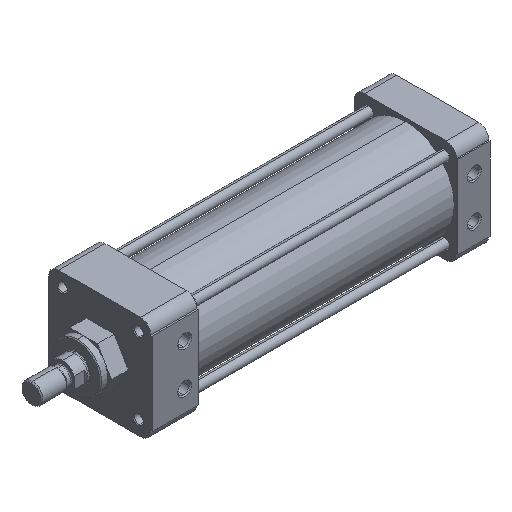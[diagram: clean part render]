
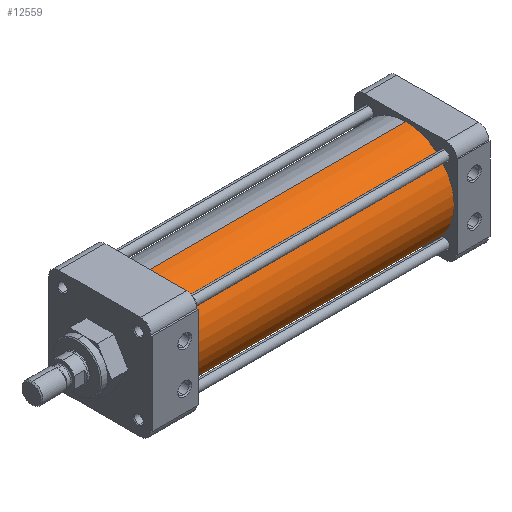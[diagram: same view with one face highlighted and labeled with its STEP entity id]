
A CAD part, isometric view. The second image highlights one B-rep face of the part: STEP entity #12559.
In plain terms, the highlighted cylindrical face has radius 44.45 mm (diameter 88.9 mm), a partial arc.
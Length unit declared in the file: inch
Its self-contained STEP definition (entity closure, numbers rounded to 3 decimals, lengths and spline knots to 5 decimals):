
#356 = ORIENTED_EDGE ( 'NONE', *, *, #11751, .T. ) ;
#529 = DIRECTION ( 'NONE',  ( -1., 0., 0. ) ) ;
#948 = CARTESIAN_POINT ( 'NONE',  ( 11.076, 0., -1.75 ) ) ;
#1310 = LINE ( 'NONE', #4042, #3990 ) ;
#1717 = AXIS2_PLACEMENT_3D ( 'NONE', #6806, #10166, #12467 ) ;
#2125 = VERTEX_POINT ( 'NONE', #10680 ) ;
#2675 = VERTEX_POINT ( 'NONE', #7110 ) ;
#2760 = CARTESIAN_POINT ( 'NONE',  ( 1.67, 0., -1.75 ) ) ;
#2866 = ORIENTED_EDGE ( 'NONE', *, *, #9321, .T. ) ;
#3230 = DIRECTION ( 'NONE',  ( 1., 0., 0. ) ) ;
#3447 = ORIENTED_EDGE ( 'NONE', *, *, #14614, .F. ) ;
#3457 = CARTESIAN_POINT ( 'NONE',  ( 11.076, 0., 1.75 ) ) ;
#3893 = AXIS2_PLACEMENT_3D ( 'NONE', #9991, #3230, #11109 ) ;
#3990 = VECTOR ( 'NONE', #5182, 39.37008 ) ;
#4042 = CARTESIAN_POINT ( 'NONE',  ( 11.076, 0., 1.75 ) ) ;
#4281 = CYLINDRICAL_SURFACE ( 'NONE', #1717, 1.75 ) ;
#4423 = VECTOR ( 'NONE', #7747, 39.37008 ) ;
#4767 = LINE ( 'NONE', #948, #4423 ) ;
#5182 = DIRECTION ( 'NONE',  ( 1., 0., 0. ) ) ;
#5666 = FACE_OUTER_BOUND ( 'NONE', #12556, .T. ) ;
#5677 = AXIS2_PLACEMENT_3D ( 'NONE', #7312, #529, #8444 ) ;
#6042 = VERTEX_POINT ( 'NONE', #2760 ) ;
#6723 = CIRCLE ( 'NONE', #5677, 1.75 ) ;
#6806 = CARTESIAN_POINT ( 'NONE',  ( 11.076, 0., 0. ) ) ;
#7110 = CARTESIAN_POINT ( 'NONE',  ( 11.076, 0., -1.75 ) ) ;
#7312 = CARTESIAN_POINT ( 'NONE',  ( 11.076, 0., 0. ) ) ;
#7747 = DIRECTION ( 'NONE',  ( 1., 0., 0. ) ) ;
#8444 = DIRECTION ( 'NONE',  ( 0., 0., -1. ) ) ;
#8519 = ORIENTED_EDGE ( 'NONE', *, *, #11839, .T. ) ;
#8556 = CIRCLE ( 'NONE', #3893, 1.75 ) ;
#9321 = EDGE_CURVE ( 'NONE', #6042, #2675, #4767, .T. ) ;
#9991 = CARTESIAN_POINT ( 'NONE',  ( 1.67, 0., 0. ) ) ;
#10166 = DIRECTION ( 'NONE',  ( 1., 0., 0. ) ) ;
#10680 = CARTESIAN_POINT ( 'NONE',  ( 1.67, 0., 1.75 ) ) ;
#11109 = DIRECTION ( 'NONE',  ( 0., 0., -1. ) ) ;
#11676 = VERTEX_POINT ( 'NONE', #3457 ) ;
#11751 = EDGE_CURVE ( 'NONE', #2675, #11676, #6723, .T. ) ;
#11839 = EDGE_CURVE ( 'NONE', #2125, #6042, #8556, .T. ) ;
#12467 = DIRECTION ( 'NONE',  ( 0., 0., -1. ) ) ;
#12556 = EDGE_LOOP ( 'NONE', ( #3447, #8519, #2866, #356 ) ) ;
#12559 = ADVANCED_FACE ( 'NONE', ( #5666 ), #4281, .T. ) ;
#14614 = EDGE_CURVE ( 'NONE', #2125, #11676, #1310, .T. ) ;
